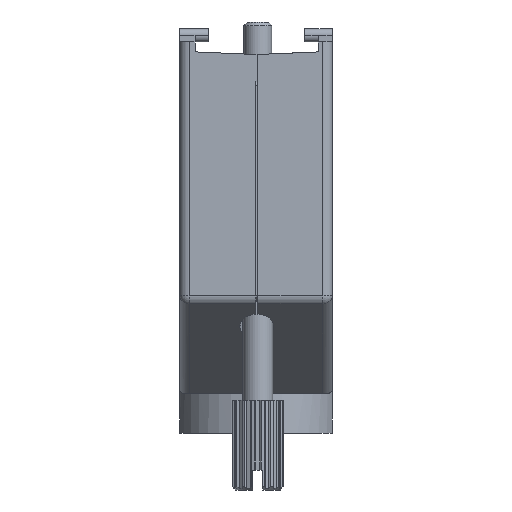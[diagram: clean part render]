
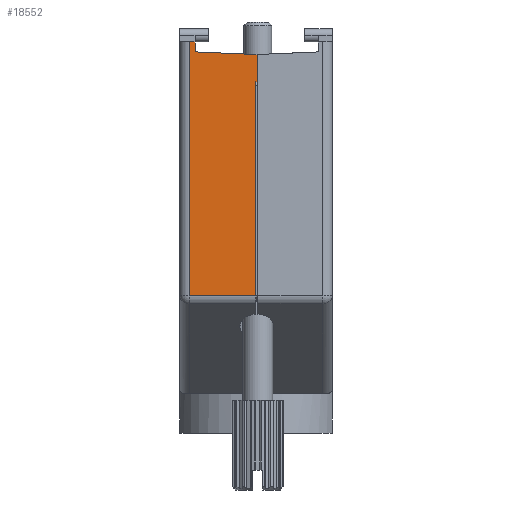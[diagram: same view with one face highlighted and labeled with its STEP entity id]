
A CAD part, left-side view. The second image highlights one B-rep face of the part: STEP entity #18552.
In plain terms, the highlighted face is planar.
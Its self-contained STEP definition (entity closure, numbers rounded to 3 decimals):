
#368 = EDGE_LOOP ( 'NONE', ( #5653, #6637, #14701, #4845, #5978, #4948, #6070, #7075, #7691 ) ) ;
#695 = CARTESIAN_POINT ( 'NONE',  ( 20., 0., -2.566 ) ) ;
#1043 = DIRECTION ( 'NONE',  ( 0., 0., -1. ) ) ;
#1537 = FACE_OUTER_BOUND ( 'NONE', #368, .T. ) ;
#1539 = EDGE_CURVE ( 'NONE', #3390, #9312, #4660, .T. ) ;
#1875 = EDGE_CURVE ( 'NONE', #7896, #1955, #2716, .T. ) ;
#1955 = VERTEX_POINT ( 'NONE', #5083 ) ;
#2466 = LINE ( 'NONE', #18255, #22318 ) ;
#2716 = LINE ( 'NONE', #4177, #5671 ) ;
#2737 = VERTEX_POINT ( 'NONE', #7221 ) ;
#3390 = VERTEX_POINT ( 'NONE', #19457 ) ;
#4177 = CARTESIAN_POINT ( 'NONE',  ( 20., 0.2, -2.566 ) ) ;
#4296 = DIRECTION ( 'NONE',  ( 0., 1., 0. ) ) ;
#4660 = LINE ( 'NONE', #8418, #10776 ) ;
#4845 = ORIENTED_EDGE ( 'NONE', *, *, #10780, .F. ) ;
#4880 = LINE ( 'NONE', #18413, #12860 ) ;
#4948 = ORIENTED_EDGE ( 'NONE', *, *, #7408, .T. ) ;
#4981 = VERTEX_POINT ( 'NONE', #695 ) ;
#5080 = DIRECTION ( 'NONE',  ( 0., -1., 0. ) ) ;
#5083 = CARTESIAN_POINT ( 'NONE',  ( 20., 0.2, -5.3 ) ) ;
#5653 = ORIENTED_EDGE ( 'NONE', *, *, #14171, .T. ) ;
#5671 = VECTOR ( 'NONE', #13281, 1000. ) ;
#5978 = ORIENTED_EDGE ( 'NONE', *, *, #1875, .F. ) ;
#6007 = VERTEX_POINT ( 'NONE', #20240 ) ;
#6070 = ORIENTED_EDGE ( 'NONE', *, *, #9580, .F. ) ;
#6085 = EDGE_CURVE ( 'NONE', #2737, #9312, #13996, .T. ) ;
#6623 = PLANE ( 'NONE',  #7923 ) ;
#6637 = ORIENTED_EDGE ( 'NONE', *, *, #19208, .T. ) ;
#7075 = ORIENTED_EDGE ( 'NONE', *, *, #1539, .T. ) ;
#7221 = CARTESIAN_POINT ( 'NONE',  ( 20., -6.65, -1.3 ) ) ;
#7408 = EDGE_CURVE ( 'NONE', #7896, #4981, #8217, .T. ) ;
#7691 = ORIENTED_EDGE ( 'NONE', *, *, #6085, .F. ) ;
#7896 = VERTEX_POINT ( 'NONE', #17263 ) ;
#7923 = AXIS2_PLACEMENT_3D ( 'NONE', #21950, #12079, #13559 ) ;
#7991 = DIRECTION ( 'NONE',  ( 0., -1., 0. ) ) ;
#8217 = LINE ( 'NONE', #9809, #17746 ) ;
#8418 = CARTESIAN_POINT ( 'NONE',  ( 20., -6.1, -1.3 ) ) ;
#9312 = VERTEX_POINT ( 'NONE', #11697 ) ;
#9580 = EDGE_CURVE ( 'NONE', #3390, #4981, #2466, .T. ) ;
#9724 = CARTESIAN_POINT ( 'NONE',  ( 20., -6.65, -26.81 ) ) ;
#9809 = CARTESIAN_POINT ( 'NONE',  ( 20., 0.2, -2.566 ) ) ;
#10200 = EDGE_CURVE ( 'NONE', #6007, #22265, #4880, .T. ) ;
#10368 = DIRECTION ( 'NONE',  ( 0., 0., -1. ) ) ;
#10428 = LINE ( 'NONE', #20624, #17586 ) ;
#10552 = VECTOR ( 'NONE', #10368, 1000. ) ;
#10762 = CARTESIAN_POINT ( 'NONE',  ( 20., 0., -26.81 ) ) ;
#10776 = VECTOR ( 'NONE', #20550, 1000. ) ;
#10780 = EDGE_CURVE ( 'NONE', #1955, #6007, #10428, .T. ) ;
#11051 = VERTEX_POINT ( 'NONE', #9724 ) ;
#11139 = CARTESIAN_POINT ( 'NONE',  ( 20., -7.65, -26.81 ) ) ;
#11697 = CARTESIAN_POINT ( 'NONE',  ( 20., -6.1, -1.3 ) ) ;
#11957 = CARTESIAN_POINT ( 'NONE',  ( 20., -6.65, 0. ) ) ;
#12079 = DIRECTION ( 'NONE',  ( 1., 0., 0. ) ) ;
#12733 = VECTOR ( 'NONE', #15911, 1000. ) ;
#12860 = VECTOR ( 'NONE', #1043, 1000. ) ;
#13281 = DIRECTION ( 'NONE',  ( 0., 0., -1. ) ) ;
#13559 = DIRECTION ( 'NONE',  ( 0., 0., -1. ) ) ;
#13996 = LINE ( 'NONE', #20788, #12733 ) ;
#14171 = EDGE_CURVE ( 'NONE', #2737, #11051, #22386, .T. ) ;
#14701 = ORIENTED_EDGE ( 'NONE', *, *, #10200, .F. ) ;
#15911 = DIRECTION ( 'NONE',  ( 0., 1., 0. ) ) ;
#17020 = VECTOR ( 'NONE', #4296, 1000. ) ;
#17263 = CARTESIAN_POINT ( 'NONE',  ( 20., 0.2, -2.566 ) ) ;
#17586 = VECTOR ( 'NONE', #5080, 1000. ) ;
#17746 = VECTOR ( 'NONE', #7991, 1000. ) ;
#18255 = CARTESIAN_POINT ( 'NONE',  ( 20., -7.747, -2.228 ) ) ;
#18413 = CARTESIAN_POINT ( 'NONE',  ( 20., 0., 0. ) ) ;
#18552 = ADVANCED_FACE ( 'NONE', ( #1537 ), #6623, .T. ) ;
#19208 = EDGE_CURVE ( 'NONE', #11051, #22265, #21318, .T. ) ;
#19457 = CARTESIAN_POINT ( 'NONE',  ( 20., -6.1, -2.3 ) ) ;
#20050 = DIRECTION ( 'NONE',  ( 0., 0.999, -0.044 ) ) ;
#20240 = CARTESIAN_POINT ( 'NONE',  ( 20., 0., -5.3 ) ) ;
#20550 = DIRECTION ( 'NONE',  ( 0., 0., 1. ) ) ;
#20624 = CARTESIAN_POINT ( 'NONE',  ( 20., 0.2, -5.3 ) ) ;
#20788 = CARTESIAN_POINT ( 'NONE',  ( 20., -10., -1.3 ) ) ;
#21318 = LINE ( 'NONE', #11139, #17020 ) ;
#21950 = CARTESIAN_POINT ( 'NONE',  ( 20., -7.65, 0. ) ) ;
#22265 = VERTEX_POINT ( 'NONE', #10762 ) ;
#22318 = VECTOR ( 'NONE', #20050, 1000. ) ;
#22386 = LINE ( 'NONE', #11957, #10552 ) ;
